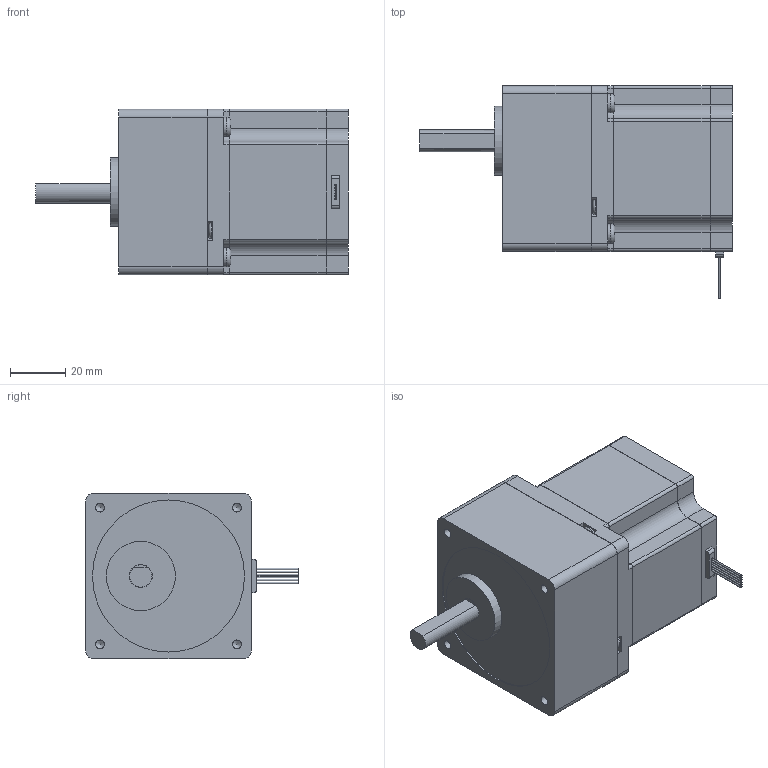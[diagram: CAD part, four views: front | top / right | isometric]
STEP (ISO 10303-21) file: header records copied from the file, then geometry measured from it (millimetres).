
FILE_DESCRIPTION(/* description */ ('STEP AP203'),/* implementation_level */ '2;1');
FILE_NAME(/* name */ 'C-57GSTM02-7.5',/* time_stamp */ '2023-11-26T05:47:10+01:00',/* author */ ('License CC BY-ND 4.0'),/* organization */ ('CADENAS'),/* preprocessor_version */ 'ST-DEVELOPER v19.3',/* originating_system */ 'PARTsolutions',/* authorisation */ ' ');
FILE_SCHEMA (('CONFIG_CONTROL_DESIGN'));
Length unit declared in the file: millimetre
Products named in the file (1): C-57GSTM02-7.5
Bounding box: 113 x 77 x 60 mm (x, y, z)
Volume: 275126 mm3; surface area: 29049.2 mm2
Topology: 1 solids, 1 shells, 390 faces, 1056 edges, 698 vertices
Faces by surface type: plane 242, cylinder 132, torus 8, cone 8
Full cylindrical faces by diameter (mm): 0.643 x6, 3.242 x4, 5.6 x4, 7 x4, 8 x1, 8.4 x1, 25 x1, 55 x1
Entity records: 12054 total; most frequent: CARTESIAN_POINT 2229, DIRECTION 2030, ORIENTED_EDGE 2010, EDGE_CURVE 1005, VERTEX_POINT 689, AXIS2_PLACEMENT_3D 682, LINE 666, VECTOR 666
